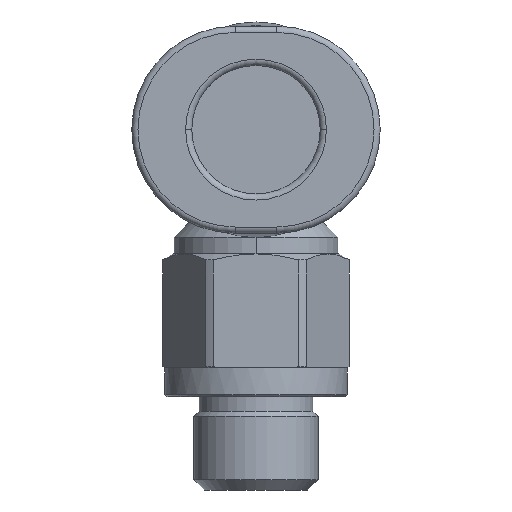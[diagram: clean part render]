
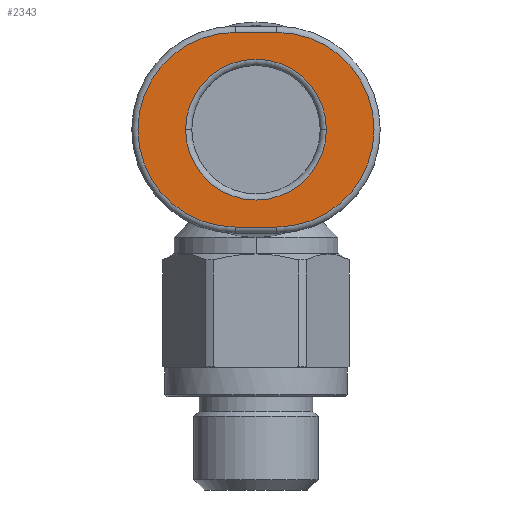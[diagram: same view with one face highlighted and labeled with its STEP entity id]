
A CAD part, front view. The second image highlights one B-rep face of the part: STEP entity #2343.
In plain terms, the highlighted planar face has unit normal (0, -1, 0).
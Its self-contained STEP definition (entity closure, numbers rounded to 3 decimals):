
#1286=CARTESIAN_POINT('',(3.4,-14.,6.1));
#1287=VERTEX_POINT('',#1286);
#1295=CARTESIAN_POINT('',(-3.4,-14.,6.1));
#1296=VERTEX_POINT('',#1295);
#1297=CARTESIAN_POINT('',(0.0,-14.,6.1));
#1298=DIRECTION('',(0.0,-1.0,0.0));
#1299=DIRECTION('',(1.0,0.0,0.0));
#1300=AXIS2_PLACEMENT_3D('',#1297,#1298,#1299);
#1301=CIRCLE('',#1300,3.4);
#1302=EDGE_CURVE('',#1287,#1296,#1301,.T.);
#2139=CARTESIAN_POINT('',(1.,-14.0,10.8));
#2140=VERTEX_POINT('',#2139);
#2141=CARTESIAN_POINT('',(1.0,-14.,1.4));
#2142=VERTEX_POINT('',#2141);
#2143=CARTESIAN_POINT('',(1.0,-14.,6.1));
#2144=DIRECTION('',(0.,1.0,0.));
#2145=DIRECTION('',(1.0,0.,0.));
#2146=AXIS2_PLACEMENT_3D('',#2143,#2144,#2145);
#2147=CIRCLE('',#2146,4.7);
#2148=EDGE_CURVE('',#2140,#2142,#2147,.T.);
#2183=CARTESIAN_POINT('',(-1.0,-14.,1.4));
#2184=VERTEX_POINT('',#2183);
#2185=CARTESIAN_POINT('',(1.0,-14.,1.4));
#2186=DIRECTION('',(-1.0,0.0,0.0));
#2187=VECTOR('',#2186,2.0);
#2188=LINE('',#2185,#2187);
#2189=EDGE_CURVE('',#2142,#2184,#2188,.T.);
#2223=CARTESIAN_POINT('',(-1.,-14.0,10.8));
#2224=VERTEX_POINT('',#2223);
#2232=CARTESIAN_POINT('',(-1.,-14.0,10.8));
#2233=DIRECTION('',(1.0,0.0,0.0));
#2234=VECTOR('',#2233,2.);
#2235=LINE('',#2232,#2234);
#2236=EDGE_CURVE('',#2224,#2140,#2235,.T.);
#2247=CARTESIAN_POINT('',(-1.0,-14.,6.1));
#2248=DIRECTION('',(0.0,1.0,0.0));
#2249=DIRECTION('',(-1.0,0.0,0.0));
#2250=AXIS2_PLACEMENT_3D('',#2247,#2248,#2249);
#2251=CIRCLE('',#2250,4.7);
#2252=EDGE_CURVE('',#2184,#2224,#2251,.T.);
#2322=CARTESIAN_POINT('',(0.,-14.,6.1));
#2323=DIRECTION('',(0.0,1.0,0.0));
#2324=DIRECTION('',(1.0,0.0,0.0));
#2325=AXIS2_PLACEMENT_3D('',#2322,#2323,#2324);
#2326=PLANE('',#2325);
#2327=ORIENTED_EDGE('',*,*,#2148,.F.);
#2328=ORIENTED_EDGE('',*,*,#2236,.F.);
#2329=ORIENTED_EDGE('',*,*,#2252,.F.);
#2330=ORIENTED_EDGE('',*,*,#2189,.F.);
#2331=EDGE_LOOP('',(#2327,#2328,#2329,#2330));
#2332=FACE_OUTER_BOUND('',#2331,.T.);
#2333=CARTESIAN_POINT('',(0.0,-14.,6.1));
#2334=DIRECTION('',(0.0,-1.0,0.0));
#2335=DIRECTION('',(1.0,0.0,0.0));
#2336=AXIS2_PLACEMENT_3D('',#2333,#2334,#2335);
#2337=CIRCLE('',#2336,3.4);
#2338=EDGE_CURVE('',#1296,#1287,#2337,.T.);
#2339=ORIENTED_EDGE('',*,*,#2338,.F.);
#2340=ORIENTED_EDGE('',*,*,#1302,.F.);
#2341=EDGE_LOOP('',(#2339,#2340));
#2342=FACE_BOUND('',#2341,.T.);
#2343=ADVANCED_FACE('',(#2332,#2342),#2326,.F.);
